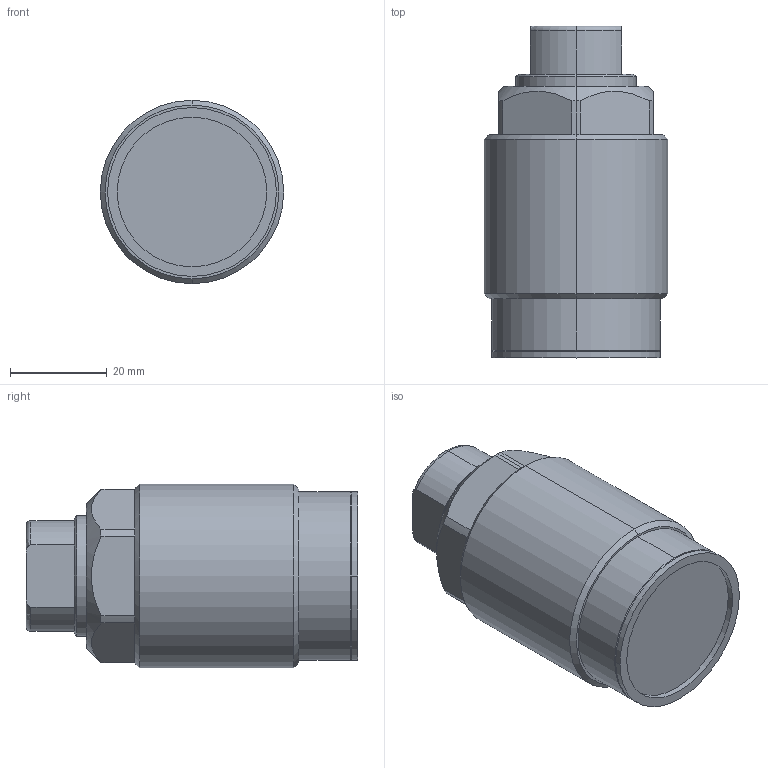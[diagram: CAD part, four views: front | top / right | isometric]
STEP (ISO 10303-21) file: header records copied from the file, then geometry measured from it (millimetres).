
FILE_DESCRIPTION (( 'STEP AP203' ), '1' );
FILE_NAME ('HTC-25B.STEP', '2019-10-11T10:43:43', ( '微软用户' ), ( '微软中国' ), 'SwSTEP 2.0', 'SolidWorks 2012', '' );
FILE_SCHEMA (( 'CONFIG_CONTROL_DESIGN' ));
Length unit declared in the file: millimetre
Products named in the file (4): HTC-25A掛极; 活塞杆25B; HTC-25垫圈; HTC-25B
Assembly tree (3 placements, depth 2):
  HTC-25B
    HTC-25A掛极
    活塞杆25B
    HTC-25垫圈
Bounding box: 38 x 68.75 x 38 mm (x, y, z)
Volume: 60400.4 mm3; surface area: 19829.3 mm2
Topology: 3 solids, 3 shells, 74 faces, 158 edges, 94 vertices
Faces by surface type: cylinder 28, plane 25, cone 12, torus 9
Entity records: 2516 total; most frequent: CARTESIAN_POINT 460, DIRECTION 394, ORIENTED_EDGE 312, AXIS2_PLACEMENT_3D 168, EDGE_CURVE 156, VERTEX_POINT 94, CIRCLE 88, EDGE_LOOP 82
